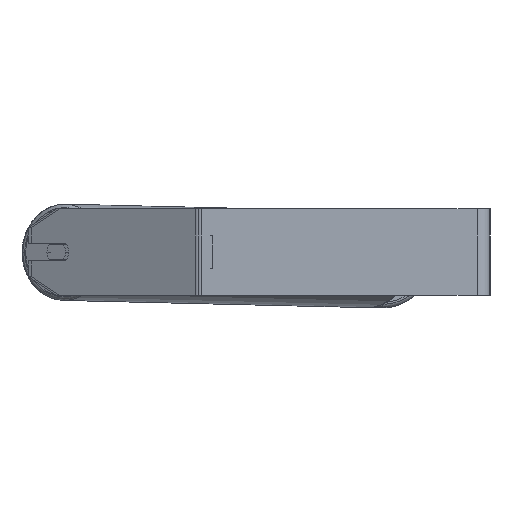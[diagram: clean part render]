
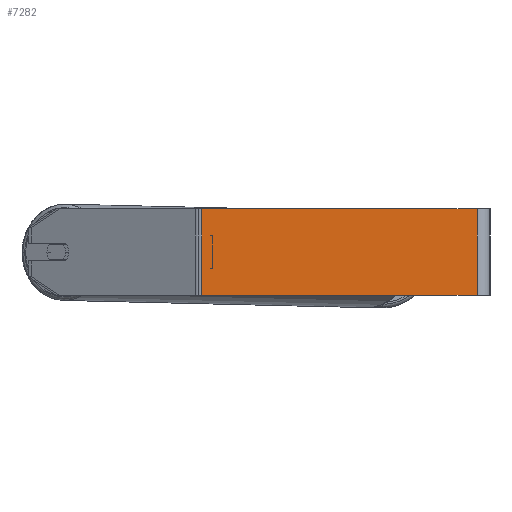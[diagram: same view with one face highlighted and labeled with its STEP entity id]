
A CAD part, left-side view. The second image highlights one B-rep face of the part: STEP entity #7282.
In plain terms, the highlighted planar face has unit normal (-1, 0, 0).
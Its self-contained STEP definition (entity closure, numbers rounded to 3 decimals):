
#211 = DIRECTION ( 'NONE',  ( 0., -1., 0. ) ) ;
#325 = CARTESIAN_POINT ( 'NONE',  ( -900., 266.286, -40. ) ) ;
#584 = AXIS2_PLACEMENT_3D ( 'NONE', #4025, #1334, #1287 ) ;
#858 = VECTOR ( 'NONE', #211, 1000. ) ;
#1287 = DIRECTION ( 'NONE',  ( 0., 0., -1. ) ) ;
#1334 = DIRECTION ( 'NONE',  ( 1., 0., 0. ) ) ;
#1353 = EDGE_CURVE ( 'NONE', #7132, #7794, #4977, .T. ) ;
#1437 = ORIENTED_EDGE ( 'NONE', *, *, #3054, .T. ) ;
#2000 = VECTOR ( 'NONE', #7950, 1000. ) ;
#2033 = CARTESIAN_POINT ( 'NONE',  ( -900., 12., -40. ) ) ;
#2309 = CARTESIAN_POINT ( 'NONE',  ( -900., 266.286, 40. ) ) ;
#2439 = CARTESIAN_POINT ( 'NONE',  ( -900., 12., 40. ) ) ;
#3054 = EDGE_CURVE ( 'NONE', #3376, #7794, #6687, .T. ) ;
#3227 = DIRECTION ( 'NONE',  ( 0., -1., 0. ) ) ;
#3274 = PLANE ( 'NONE',  #584 ) ;
#3376 = VERTEX_POINT ( 'NONE', #325 ) ;
#3869 = LINE ( 'NONE', #7270, #2000 ) ;
#3902 = ORIENTED_EDGE ( 'NONE', *, *, #8091, .T. ) ;
#3931 = FACE_OUTER_BOUND ( 'NONE', #5564, .T. ) ;
#4025 = CARTESIAN_POINT ( 'NONE',  ( -900., 269.502, 40. ) ) ;
#4276 = DIRECTION ( 'NONE',  ( 0., 0., -1. ) ) ;
#4304 = CARTESIAN_POINT ( 'NONE',  ( -900., 269.502, 40. ) ) ;
#4653 = ORIENTED_EDGE ( 'NONE', *, *, #7046, .F. ) ;
#4977 = LINE ( 'NONE', #8353, #8509 ) ;
#5564 = EDGE_LOOP ( 'NONE', ( #1437, #6984, #4653, #3902 ) ) ;
#6252 = LINE ( 'NONE', #4304, #858 ) ;
#6687 = LINE ( 'NONE', #8733, #8026 ) ;
#6984 = ORIENTED_EDGE ( 'NONE', *, *, #1353, .F. ) ;
#7046 = EDGE_CURVE ( 'NONE', #8174, #7132, #6252, .T. ) ;
#7132 = VERTEX_POINT ( 'NONE', #2439 ) ;
#7270 = CARTESIAN_POINT ( 'NONE',  ( -900., 266.286, 40. ) ) ;
#7282 = ADVANCED_FACE ( 'NONE', ( #3931 ), #3274, .F. ) ;
#7794 = VERTEX_POINT ( 'NONE', #2033 ) ;
#7950 = DIRECTION ( 'NONE',  ( 0., 0., -1. ) ) ;
#8026 = VECTOR ( 'NONE', #3227, 1000. ) ;
#8091 = EDGE_CURVE ( 'NONE', #8174, #3376, #3869, .T. ) ;
#8174 = VERTEX_POINT ( 'NONE', #2309 ) ;
#8353 = CARTESIAN_POINT ( 'NONE',  ( -900., 12., 40. ) ) ;
#8509 = VECTOR ( 'NONE', #4276, 1000. ) ;
#8733 = CARTESIAN_POINT ( 'NONE',  ( -900., 269.502, -40. ) ) ;
